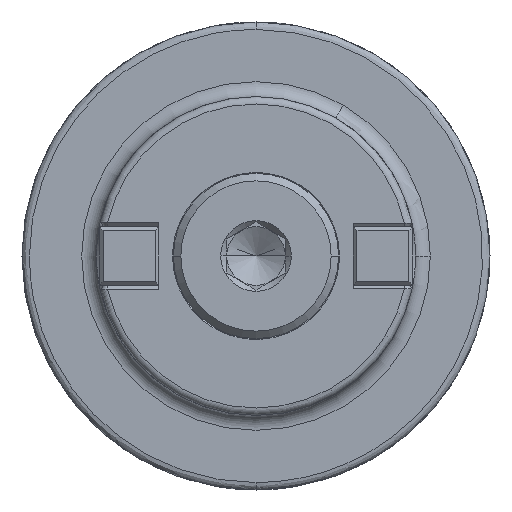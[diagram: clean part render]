
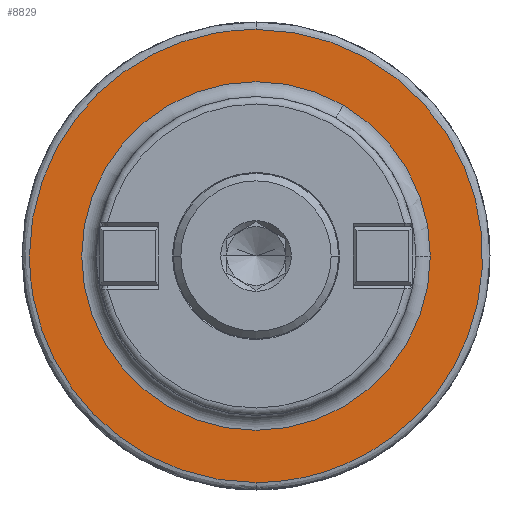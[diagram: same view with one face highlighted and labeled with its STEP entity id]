
A CAD part, front view. The second image highlights one B-rep face of the part: STEP entity #8829.
In plain terms, the highlighted planar face has unit normal (0, -1, 0).
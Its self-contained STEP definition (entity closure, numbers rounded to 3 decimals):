
#38 = ORIENTED_EDGE ( 'NONE', *, *, #1435, .T. ) ;
#71 =( BOUNDED_CURVE ( )  B_SPLINE_CURVE ( 3, ( #2867, #8420, #9211, #4470 ),
 .UNSPECIFIED., .F., .T. ) 
 B_SPLINE_CURVE_WITH_KNOTS ( ( 4, 4 ),
 ( 0.333, 1. ),
 .UNSPECIFIED. ) 
 CURVE ( )  GEOMETRIC_REPRESENTATION_ITEM ( )  RATIONAL_B_SPLINE_CURVE ( ( 1., 0.333, 0.333, 1. ) ) 
 REPRESENTATION_ITEM ( '' )  );
#111 =( BOUNDED_CURVE ( )  B_SPLINE_CURVE ( 3, ( #10056, #7707, #3757, #9283 ),
 .UNSPECIFIED., .F., .F. ) 
 B_SPLINE_CURVE_WITH_KNOTS ( ( 4, 4 ),
 ( 0., 1. ),
 .UNSPECIFIED. ) 
 CURVE ( )  GEOMETRIC_REPRESENTATION_ITEM ( )  RATIONAL_B_SPLINE_CURVE ( ( 1., 0.805, 0.805, 1. ) ) 
 REPRESENTATION_ITEM ( '' )  );
#189 = CARTESIAN_POINT ( 'NONE',  ( -17.866, -27., 30.5 ) ) ;
#372 = CARTESIAN_POINT ( 'NONE',  ( 11.732, -27., 20.32 ) ) ;
#571 = EDGE_LOOP ( 'NONE', ( #3974, #38 ) ) ;
#1035 = DIRECTION ( 'NONE',  ( 0., -1., 0. ) ) ;
#1216 = CARTESIAN_POINT ( 'NONE',  ( 0., -27., -30.5 ) ) ;
#1435 = EDGE_CURVE ( 'NONE', #9293, #4360, #5745, .T. ) ;
#1479 = EDGE_CURVE ( 'NONE', #4360, #9293, #5493, .T. ) ;
#1482 = VERTEX_POINT ( 'NONE', #1216 ) ;
#1959 = AXIS2_PLACEMENT_3D ( 'NONE', #2808, #7571, #9137 ) ;
#2373 = CARTESIAN_POINT ( 'NONE',  ( -30.5, -27., 0. ) ) ;
#2569 =( BOUNDED_CURVE ( )  B_SPLINE_CURVE ( 3, ( #4163, #8892, #189, #5761 ),
 .UNSPECIFIED., .F., .F. ) 
 B_SPLINE_CURVE_WITH_KNOTS ( ( 4, 4 ),
 ( 0., 0.333 ),
 .UNSPECIFIED. ) 
 CURVE ( )  GEOMETRIC_REPRESENTATION_ITEM ( )  RATIONAL_B_SPLINE_CURVE ( ( 1., 0.805, 0.805, 1. ) ) 
 REPRESENTATION_ITEM ( '' )  );
#2610 = ORIENTED_EDGE ( 'NONE', *, *, #7244, .F. ) ;
#2808 = CARTESIAN_POINT ( 'NONE',  ( 0., -27., 0. ) ) ;
#2867 = CARTESIAN_POINT ( 'NONE',  ( 0., -27., 30.5 ) ) ;
#3164 = FACE_BOUND ( 'NONE', #571, .T. ) ;
#3214 = VERTEX_POINT ( 'NONE', #2373 ) ;
#3231 = ORIENTED_EDGE ( 'NONE', *, *, #5497, .F. ) ;
#3364 = EDGE_LOOP ( 'NONE', ( #2610, #6451, #3231 ) ) ;
#3721 = EDGE_CURVE ( 'NONE', #1482, #3214, #111, .T. ) ;
#3757 = CARTESIAN_POINT ( 'NONE',  ( -30.5, -27., -17.866 ) ) ;
#3974 = ORIENTED_EDGE ( 'NONE', *, *, #1479, .T. ) ;
#4070 = AXIS2_PLACEMENT_3D ( 'NONE', #6747, #8326, #5945 ) ;
#4079 = CARTESIAN_POINT ( 'NONE',  ( 23.463, -27., 0. ) ) ;
#4163 = CARTESIAN_POINT ( 'NONE',  ( -30.5, -27., 0. ) ) ;
#4360 = VERTEX_POINT ( 'NONE', #4079 ) ;
#4470 = CARTESIAN_POINT ( 'NONE',  ( 0., -27., -30.5 ) ) ;
#4851 = VERTEX_POINT ( 'NONE', #10234 ) ;
#5002 = PLANE ( 'NONE',  #8323 ) ;
#5493 = CIRCLE ( 'NONE', #4070, 23.463 ) ;
#5497 = EDGE_CURVE ( 'NONE', #4851, #1482, #71, .T. ) ;
#5745 = CIRCLE ( 'NONE', #1959, 23.463 ) ;
#5761 = CARTESIAN_POINT ( 'NONE',  ( 0., -27., 30.5 ) ) ;
#5945 = DIRECTION ( 'NONE',  ( 1., 0., 0. ) ) ;
#6451 = ORIENTED_EDGE ( 'NONE', *, *, #3721, .F. ) ;
#6605 = DIRECTION ( 'NONE',  ( 1., 0., 0. ) ) ;
#6747 = CARTESIAN_POINT ( 'NONE',  ( 0., -27., 0. ) ) ;
#7153 = FACE_OUTER_BOUND ( 'NONE', #3364, .T. ) ;
#7244 = EDGE_CURVE ( 'NONE', #3214, #4851, #2569, .T. ) ;
#7571 = DIRECTION ( 'NONE',  ( 0., 1., 0. ) ) ;
#7707 = CARTESIAN_POINT ( 'NONE',  ( -17.866, -27., -30.5 ) ) ;
#8147 = CARTESIAN_POINT ( 'NONE',  ( -31.5, -27., 0. ) ) ;
#8323 = AXIS2_PLACEMENT_3D ( 'NONE', #8147, #1035, #6605 ) ;
#8326 = DIRECTION ( 'NONE',  ( 0., 1., 0. ) ) ;
#8420 = CARTESIAN_POINT ( 'NONE',  ( 61., -27., 30.5 ) ) ;
#8829 = ADVANCED_FACE ( 'NONE', ( #3164, #7153 ), #5002, .T. ) ;
#8892 = CARTESIAN_POINT ( 'NONE',  ( -30.5, -27., 17.866 ) ) ;
#9137 = DIRECTION ( 'NONE',  ( 1., 0., 0. ) ) ;
#9211 = CARTESIAN_POINT ( 'NONE',  ( 61., -27., -30.5 ) ) ;
#9283 = CARTESIAN_POINT ( 'NONE',  ( -30.5, -27., 0. ) ) ;
#9293 = VERTEX_POINT ( 'NONE', #372 ) ;
#10056 = CARTESIAN_POINT ( 'NONE',  ( 0., -27., -30.5 ) ) ;
#10234 = CARTESIAN_POINT ( 'NONE',  ( 0., -27., 30.5 ) ) ;
